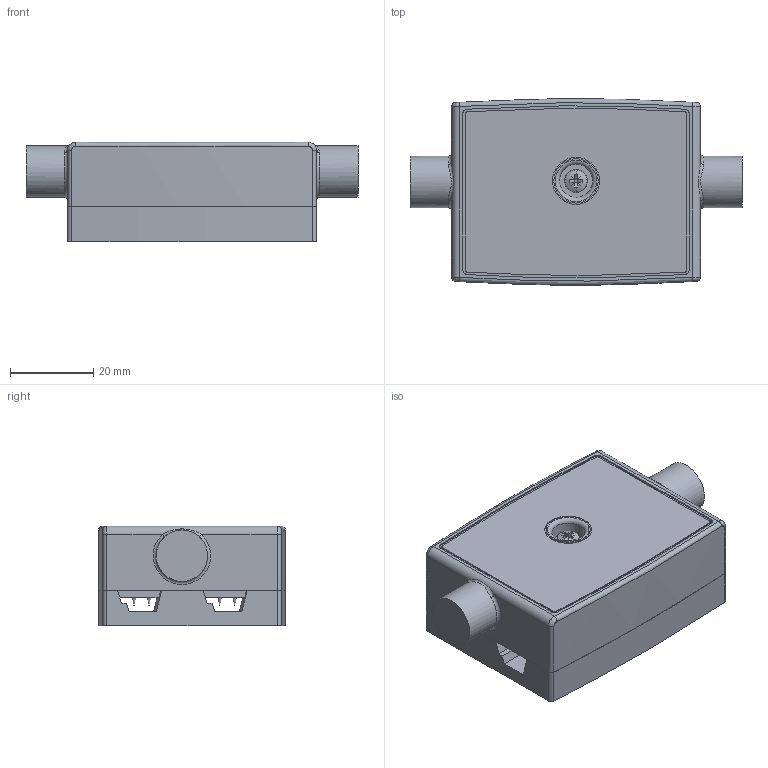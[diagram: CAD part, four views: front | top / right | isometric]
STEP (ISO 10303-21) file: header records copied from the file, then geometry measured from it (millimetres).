
FILE_DESCRIPTION(/* description */ ('Alibre Inc.'),/* implementation_level */ '2;1');
FILE_NAME(/* name */ 'export-2974F905-489C-4489-B711-1A1AB2D4DC58',/* time_stamp */ '2024-07-30T08:58:27+02:00',/* author */ (''),/* organization */ (''),/* preprocessor_version */ 'ST-DEVELOPER v17',/* originating_system */ 'Alibre',/* authorisation */ '');
FILE_SCHEMA (('AUTOMOTIVE_DESIGN'));
Length unit declared in the file: millimetre
Products named in the file (5): 2; BENE INOX | 210216-3X30
Bounding box: 80 x 44.97 x 24 mm (x, y, z)
Volume: 60330 mm3; surface area: 22792.6 mm2
Topology: 4 solids, 5 shells, 230 faces, 550 edges, 356 vertices
Faces by surface type: plane 122, cylinder 35, bspline 34, torus 19, cone 18, sphere 2
Full cylindrical faces by diameter (mm): 3 x1, 3.18 x4, 3.5 x2, 8 x1, 10.67 x1, 11.3 x1, 12.4 x2
Entity records: 9318 total; most frequent: CARTESIAN_POINT 4308, ORIENTED_EDGE 994, DIRECTION 842, EDGE_CURVE 497, AXIS2_PLACEMENT_3D 361, VERTEX_POINT 346, EDGE_LOOP 311, FACE_BOUND 311
